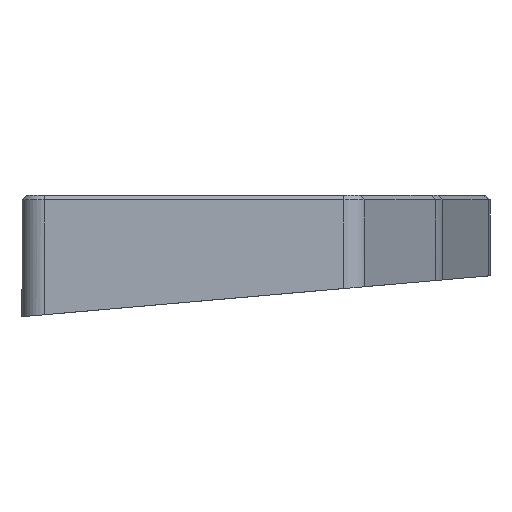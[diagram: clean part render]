
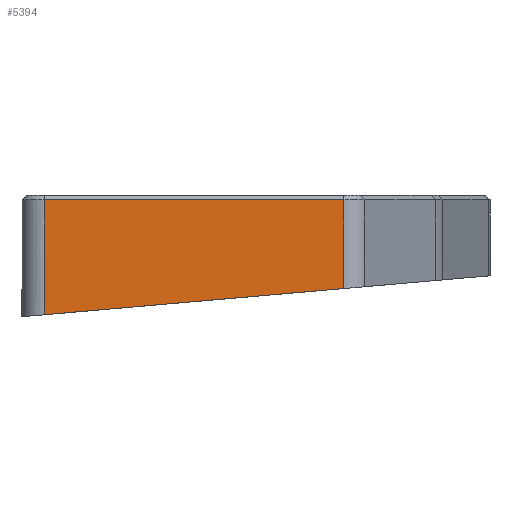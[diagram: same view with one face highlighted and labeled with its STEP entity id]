
A CAD part, left-side view. The second image highlights one B-rep face of the part: STEP entity #5394.
In plain terms, the highlighted planar face has unit normal (-1, 0, 0).
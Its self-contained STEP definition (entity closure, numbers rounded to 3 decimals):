
#632=LINE('',#12989,#1045);
#816=LINE('',#13469,#1229);
#851=LINE('',#13549,#1264);
#852=LINE('',#13551,#1265);
#1045=VECTOR('',#6778,10.);
#1229=VECTOR('',#7328,10.);
#1264=VECTOR('',#7437,10.);
#1265=VECTOR('',#7440,10.);
#1397=PLANE('',#5961);
#1693=FACE_OUTER_BOUND('',#2016,.T.);
#2016=EDGE_LOOP('',(#4979,#4980,#4981,#4982));
#2537=VERTEX_POINT('',#12986);
#2538=VERTEX_POINT('',#12988);
#2650=VERTEX_POINT('',#13465);
#2651=VERTEX_POINT('',#13467);
#3161=EDGE_CURVE('',#2538,#2537,#632,.T.);
#3403=EDGE_CURVE('',#2651,#2650,#816,.T.);
#3444=EDGE_CURVE('',#2650,#2537,#851,.T.);
#3445=EDGE_CURVE('',#2538,#2651,#852,.T.);
#4979=ORIENTED_EDGE('',*,*,#3161,.T.);
#4980=ORIENTED_EDGE('',*,*,#3444,.F.);
#4981=ORIENTED_EDGE('',*,*,#3403,.F.);
#4982=ORIENTED_EDGE('',*,*,#3445,.F.);
#5394=ADVANCED_FACE('',(#1693),#1397,.T.);
#5961=AXIS2_PLACEMENT_3D('',#13550,#7438,#7439);
#6778=DIRECTION('',(0.,-0.996,0.087));
#7328=DIRECTION('',(0.,-1.,0.));
#7437=DIRECTION('',(0.,0.,-1.));
#7438=DIRECTION('center_axis',(-1.,0.,0.));
#7439=DIRECTION('ref_axis',(0.,1.,0.));
#7440=DIRECTION('',(0.,0.,1.));
#12986=CARTESIAN_POINT('',(-5.,-62.335,-7.152));
#12988=CARTESIAN_POINT('',(-5.,4.,-12.956));
#12989=CARTESIAN_POINT('',(-5.,-81.055,-5.515));
#13465=CARTESIAN_POINT('',(-5.,-62.335,12.5));
#13467=CARTESIAN_POINT('',(-5.,4.,12.5));
#13469=CARTESIAN_POINT('',(-5.,-54.248,12.5));
#13549=CARTESIAN_POINT('',(-5.,-62.335,13.5));
#13550=CARTESIAN_POINT('Origin',(-5.,-65.65,13.5));
#13551=CARTESIAN_POINT('',(-5.,4.,13.5));
